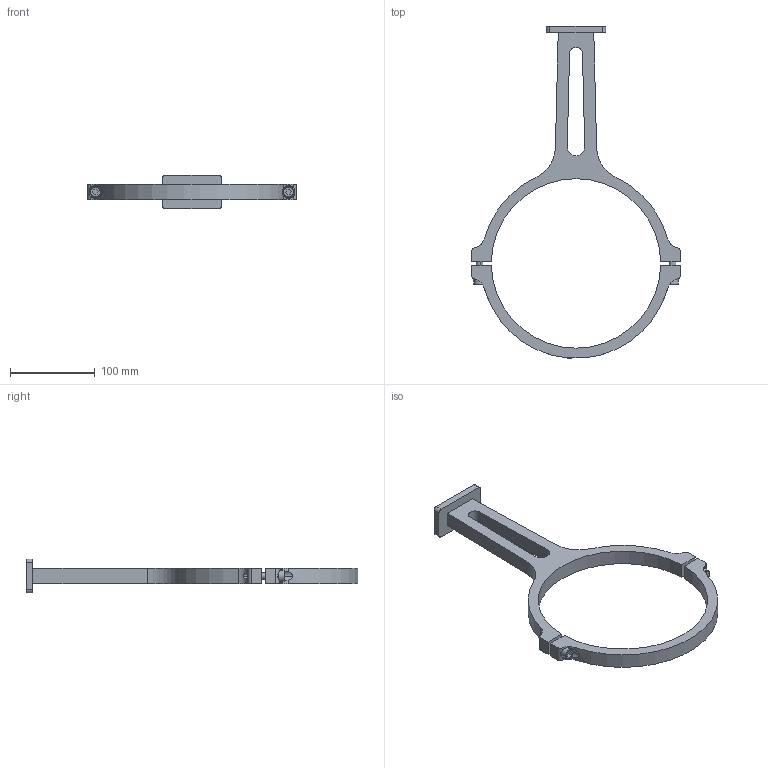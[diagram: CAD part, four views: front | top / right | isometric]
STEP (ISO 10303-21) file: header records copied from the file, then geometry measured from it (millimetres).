
FILE_DESCRIPTION (( 'STEP AP214' ), '1' );
FILE_NAME ('P8210.STEP', '2021-08-18T11:06:53', ( '' ), ( '' ), 'SwSTEP 2.0', 'SolidWorks 2019', '' );
FILE_SCHEMA (( 'AUTOMOTIVE_DESIGN' ));
Length unit declared in the file: millimetre
Products named in the file (1): P8210
Bounding box: 245.96 x 391.75 x 40 mm (x, y, z)
Volume: 274719 mm3; surface area: 77783.9 mm2
Topology: 5 solids, 5 shells, 110 faces, 276 edges, 178 vertices
Faces by surface type: cylinder 53, plane 45, cone 8, torus 4
Entity records: 4922 total; most frequent: CARTESIAN_POINT 925, DIRECTION 584, ORIENTED_EDGE 544, EDGE_CURVE 272, AXIS2_PLACEMENT_3D 217, VERTEX_POINT 178, LINE 150, VECTOR 150
